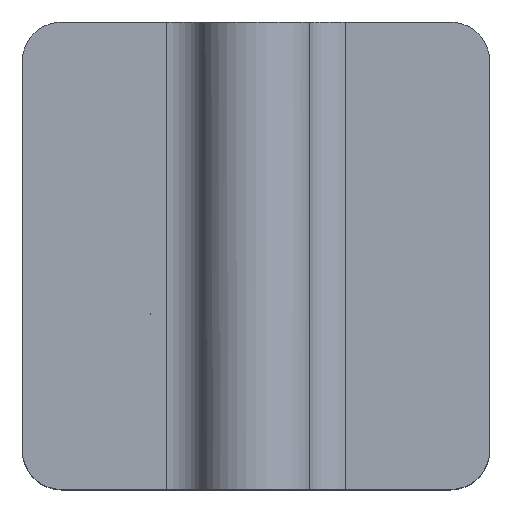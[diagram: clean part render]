
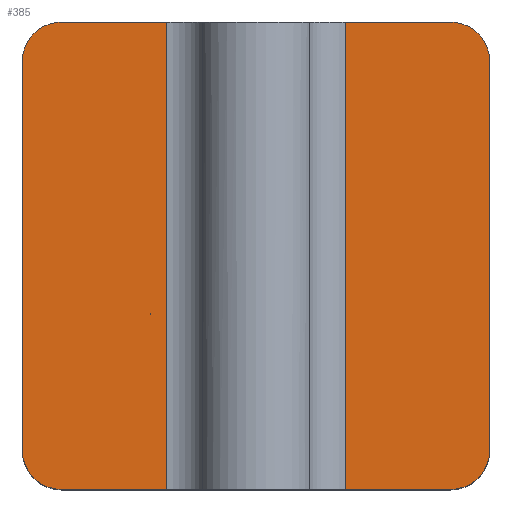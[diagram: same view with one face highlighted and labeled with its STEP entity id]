
A CAD part, top view. The second image highlights one B-rep face of the part: STEP entity #385.
In plain terms, the highlighted planar face has unit normal (0, 0, 1).
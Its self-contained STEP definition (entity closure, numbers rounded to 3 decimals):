
#15=FACE_BOUND('',#57,.T.);
#20=PLANE('',#428);
#35=FACE_OUTER_BOUND('',#56,.T.);
#56=EDGE_LOOP('',(#284,#285,#286,#287,#288,#289,#290,#291,#292,#293,#294,
#295));
#57=EDGE_LOOP('',(#296,#297,#298));
#73=LINE('',#581,#109);
#78=LINE('',#604,#114);
#80=LINE('',#608,#116);
#82=LINE('',#613,#118);
#83=LINE('',#617,#119);
#84=LINE('',#621,#120);
#85=LINE('',#625,#121);
#86=LINE('',#628,#122);
#87=LINE('',#631,#123);
#88=LINE('',#633,#124);
#109=VECTOR('',#461,10.);
#114=VECTOR('',#484,10.);
#116=VECTOR('',#490,10.);
#118=VECTOR('',#496,10.);
#119=VECTOR('',#499,10.);
#120=VECTOR('',#502,10.);
#121=VECTOR('',#505,10.);
#122=VECTOR('',#508,10.);
#123=VECTOR('',#509,10.);
#124=VECTOR('',#510,10.);
#153=CIRCLE('',#429,1.);
#154=CIRCLE('',#430,1.);
#155=CIRCLE('',#431,1.);
#156=CIRCLE('',#432,1.);
#157=CIRCLE('',#433,3.1);
#166=VERTEX_POINT('',#578);
#167=VERTEX_POINT('',#580);
#175=VERTEX_POINT('',#600);
#176=VERTEX_POINT('',#602);
#177=VERTEX_POINT('',#612);
#178=VERTEX_POINT('',#614);
#179=VERTEX_POINT('',#616);
#180=VERTEX_POINT('',#618);
#181=VERTEX_POINT('',#620);
#182=VERTEX_POINT('',#622);
#183=VERTEX_POINT('',#624);
#184=VERTEX_POINT('',#626);
#185=VERTEX_POINT('',#629);
#186=VERTEX_POINT('',#630);
#187=VERTEX_POINT('',#632);
#203=EDGE_CURVE('',#166,#167,#73,.T.);
#215=EDGE_CURVE('',#176,#175,#78,.T.);
#217=EDGE_CURVE('',#176,#167,#80,.T.);
#219=EDGE_CURVE('',#166,#177,#82,.T.);
#220=EDGE_CURVE('',#177,#178,#153,.T.);
#221=EDGE_CURVE('',#178,#179,#83,.T.);
#222=EDGE_CURVE('',#179,#180,#154,.T.);
#223=EDGE_CURVE('',#180,#181,#84,.T.);
#224=EDGE_CURVE('',#181,#182,#155,.T.);
#225=EDGE_CURVE('',#182,#183,#85,.T.);
#226=EDGE_CURVE('',#183,#184,#156,.T.);
#227=EDGE_CURVE('',#184,#175,#86,.T.);
#228=EDGE_CURVE('',#185,#186,#87,.T.);
#229=EDGE_CURVE('',#186,#187,#88,.T.);
#230=EDGE_CURVE('',#187,#185,#157,.T.);
#284=ORIENTED_EDGE('',*,*,#203,.F.);
#285=ORIENTED_EDGE('',*,*,#219,.T.);
#286=ORIENTED_EDGE('',*,*,#220,.T.);
#287=ORIENTED_EDGE('',*,*,#221,.T.);
#288=ORIENTED_EDGE('',*,*,#222,.T.);
#289=ORIENTED_EDGE('',*,*,#223,.T.);
#290=ORIENTED_EDGE('',*,*,#224,.T.);
#291=ORIENTED_EDGE('',*,*,#225,.T.);
#292=ORIENTED_EDGE('',*,*,#226,.T.);
#293=ORIENTED_EDGE('',*,*,#227,.T.);
#294=ORIENTED_EDGE('',*,*,#215,.F.);
#295=ORIENTED_EDGE('',*,*,#217,.T.);
#296=ORIENTED_EDGE('',*,*,#228,.T.);
#297=ORIENTED_EDGE('',*,*,#229,.T.);
#298=ORIENTED_EDGE('',*,*,#230,.T.);
#385=ADVANCED_FACE('',(#35,#15),#20,.T.);
#428=AXIS2_PLACEMENT_3D('',#611,#494,#495);
#429=AXIS2_PLACEMENT_3D('',#615,#497,#498);
#430=AXIS2_PLACEMENT_3D('',#619,#500,#501);
#431=AXIS2_PLACEMENT_3D('',#623,#503,#504);
#432=AXIS2_PLACEMENT_3D('',#627,#506,#507);
#433=AXIS2_PLACEMENT_3D('',#634,#511,#512);
#461=DIRECTION('',(0.,-1.,0.));
#484=DIRECTION('',(0.,1.,0.));
#490=DIRECTION('',(-1.,0.,0.));
#494=DIRECTION('center_axis',(0.,0.,1.));
#495=DIRECTION('ref_axis',(-1.,0.,0.));
#496=DIRECTION('',(-1.,0.,0.));
#497=DIRECTION('center_axis',(0.,0.,1.));
#498=DIRECTION('ref_axis',(-0.707,0.707,0.));
#499=DIRECTION('',(0.,-1.,0.));
#500=DIRECTION('center_axis',(0.,0.,1.));
#501=DIRECTION('ref_axis',(-0.707,-0.707,0.));
#502=DIRECTION('',(1.,0.,0.));
#503=DIRECTION('center_axis',(0.,0.,1.));
#504=DIRECTION('ref_axis',(0.707,-0.707,0.));
#505=DIRECTION('',(0.,1.,0.));
#506=DIRECTION('center_axis',(0.,0.,1.));
#507=DIRECTION('ref_axis',(0.707,0.707,0.));
#508=DIRECTION('',(-1.,0.,0.));
#509=DIRECTION('',(-1.,0.,0.));
#510=DIRECTION('',(0.,1.,0.));
#511=DIRECTION('center_axis',(0.,0.,1.));
#512=DIRECTION('ref_axis',(-1.,0.,0.));
#578=CARTESIAN_POINT('',(-3.041,36.997,30.894));
#580=CARTESIAN_POINT('',(-3.041,25.,30.894));
#581=CARTESIAN_POINT('',(-3.041,28.,30.894));
#600=CARTESIAN_POINT('',(1.542,36.997,30.894));
#602=CARTESIAN_POINT('',(1.542,25.,30.894));
#604=CARTESIAN_POINT('',(1.542,28.,30.894));
#608=CARTESIAN_POINT('',(-1.499,25.,30.894));
#611=CARTESIAN_POINT('Origin',(-0.749,30.997,30.894));
#612=CARTESIAN_POINT('',(-5.749,36.997,30.894));
#613=CARTESIAN_POINT('',(-3.749,36.997,30.894));
#614=CARTESIAN_POINT('',(-6.749,35.997,30.894));
#615=CARTESIAN_POINT('Origin',(-5.749,35.997,30.894));
#616=CARTESIAN_POINT('',(-6.749,25.997,30.894));
#617=CARTESIAN_POINT('',(-6.749,27.997,30.894));
#618=CARTESIAN_POINT('',(-5.749,24.997,30.894));
#619=CARTESIAN_POINT('Origin',(-5.749,25.997,30.894));
#620=CARTESIAN_POINT('',(4.251,24.997,30.894));
#621=CARTESIAN_POINT('',(2.251,24.997,30.894));
#622=CARTESIAN_POINT('',(5.251,25.997,30.894));
#623=CARTESIAN_POINT('Origin',(4.251,25.997,30.894));
#624=CARTESIAN_POINT('',(5.251,35.997,30.894));
#625=CARTESIAN_POINT('',(5.251,33.997,30.894));
#626=CARTESIAN_POINT('',(4.251,36.997,30.894));
#627=CARTESIAN_POINT('Origin',(4.251,35.997,30.894));
#628=CARTESIAN_POINT('',(-3.749,36.997,30.894));
#629=CARTESIAN_POINT('',(-3.462,29.497,30.894));
#630=CARTESIAN_POINT('',(-3.468,29.497,30.894));
#631=CARTESIAN_POINT('',(-2.108,29.497,30.894));
#632=CARTESIAN_POINT('',(-3.468,29.509,30.894));
#633=CARTESIAN_POINT('',(-3.468,30.253,30.894));
#634=CARTESIAN_POINT('Origin',(-0.749,30.997,30.894));
